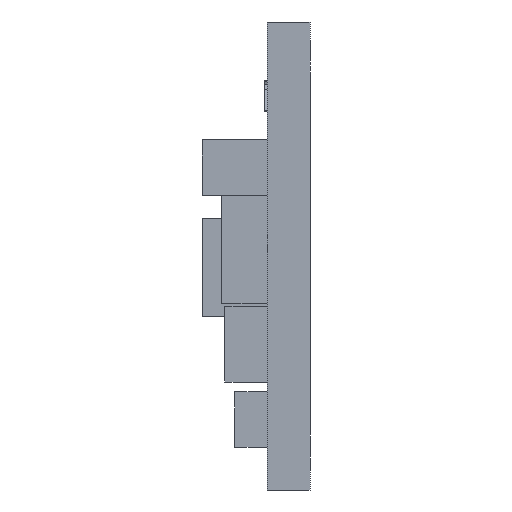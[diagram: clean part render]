
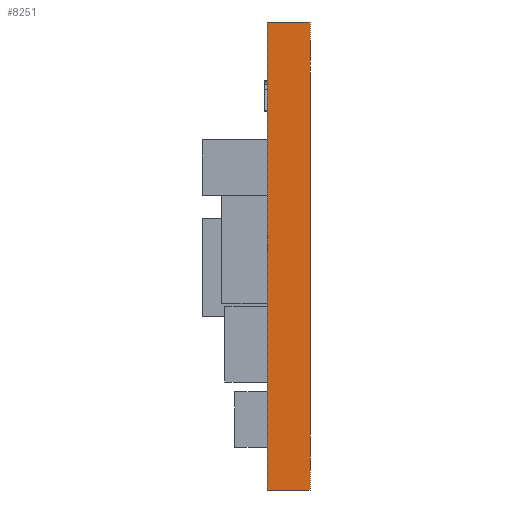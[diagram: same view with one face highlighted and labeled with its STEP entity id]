
A CAD part, left-side view. The second image highlights one B-rep face of the part: STEP entity #8251.
In plain terms, the highlighted planar face has unit normal (-1, 0, 0).
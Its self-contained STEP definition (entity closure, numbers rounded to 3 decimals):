
#20 = FACE_OUTER_BOUND ( 'NONE', #17176, .T. ) ;
#96 = CARTESIAN_POINT ( 'NONE',  ( 0., 1.3, -14.3 ) ) ;
#443 = LINE ( 'NONE', #10023, #11486 ) ;
#1237 = VERTEX_POINT ( 'NONE', #96 ) ;
#1383 = PLANE ( 'NONE',  #10434 ) ;
#1495 = DIRECTION ( 'NONE',  ( 1., 0., 0. ) ) ;
#1506 = EDGE_CURVE ( 'NONE', #20753, #12379, #15654, .T. ) ;
#2188 = ORIENTED_EDGE ( 'NONE', *, *, #16857, .T. ) ;
#3627 = LINE ( 'NONE', #20389, #8556 ) ;
#4407 = VECTOR ( 'NONE', #7684, 1000. ) ;
#5870 = CARTESIAN_POINT ( 'NONE',  ( 0., 1.3, 0. ) ) ;
#7488 = ORIENTED_EDGE ( 'NONE', *, *, #20903, .T. ) ;
#7684 = DIRECTION ( 'NONE',  ( 0., -1., 0. ) ) ;
#7745 = CARTESIAN_POINT ( 'NONE',  ( 0., 1.3, -14.3 ) ) ;
#7895 = CARTESIAN_POINT ( 'NONE',  ( 0., 1.3, 0. ) ) ;
#8251 = ADVANCED_FACE ( 'NONE', ( #20 ), #1383, .F. ) ;
#8556 = VECTOR ( 'NONE', #19026, 1000. ) ;
#8635 = DIRECTION ( 'NONE',  ( 0., 0., 1. ) ) ;
#10023 = CARTESIAN_POINT ( 'NONE',  ( 0., 0., 0. ) ) ;
#10434 = AXIS2_PLACEMENT_3D ( 'NONE', #7895, #1495, #14471 ) ;
#10514 = VECTOR ( 'NONE', #10822, 1000. ) ;
#10822 = DIRECTION ( 'NONE',  ( 0., -1., 0. ) ) ;
#11486 = VECTOR ( 'NONE', #8635, 1000. ) ;
#12320 = CARTESIAN_POINT ( 'NONE',  ( 0., 0., -14.3 ) ) ;
#12379 = VERTEX_POINT ( 'NONE', #19498 ) ;
#14011 = EDGE_CURVE ( 'NONE', #1237, #20753, #3627, .T. ) ;
#14140 = CARTESIAN_POINT ( 'NONE',  ( 0., 1.3, 0. ) ) ;
#14250 = ORIENTED_EDGE ( 'NONE', *, *, #14011, .F. ) ;
#14471 = DIRECTION ( 'NONE',  ( 0., 0., -1. ) ) ;
#14747 = ORIENTED_EDGE ( 'NONE', *, *, #1506, .F. ) ;
#15654 = LINE ( 'NONE', #5870, #4407 ) ;
#16097 = VERTEX_POINT ( 'NONE', #12320 ) ;
#16857 = EDGE_CURVE ( 'NONE', #16097, #12379, #443, .T. ) ;
#17176 = EDGE_LOOP ( 'NONE', ( #2188, #14747, #14250, #7488 ) ) ;
#19026 = DIRECTION ( 'NONE',  ( 0., 0., 1. ) ) ;
#19498 = CARTESIAN_POINT ( 'NONE',  ( 0., 0., 0. ) ) ;
#20366 = LINE ( 'NONE', #7745, #10514 ) ;
#20389 = CARTESIAN_POINT ( 'NONE',  ( 0., 1.3, 0. ) ) ;
#20753 = VERTEX_POINT ( 'NONE', #14140 ) ;
#20903 = EDGE_CURVE ( 'NONE', #1237, #16097, #20366, .T. ) ;
